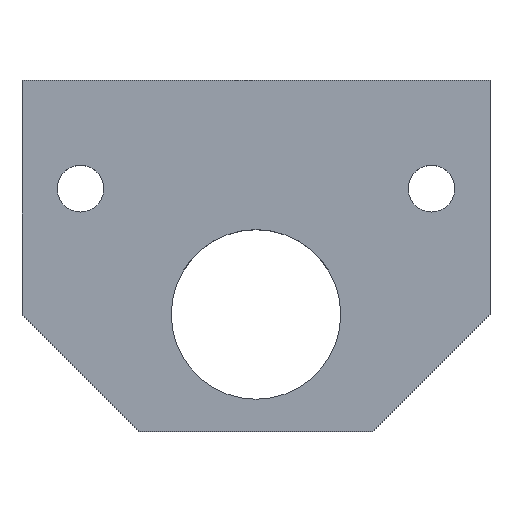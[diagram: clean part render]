
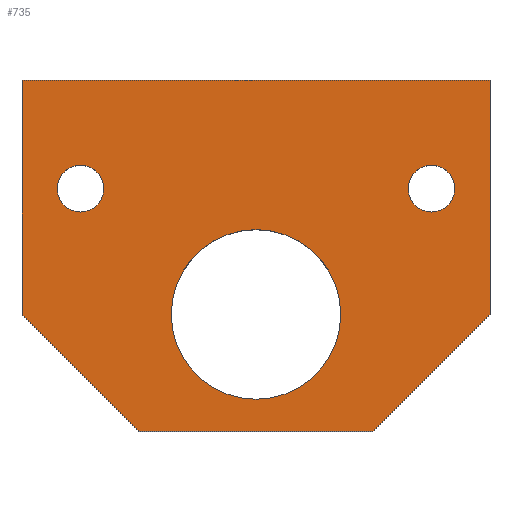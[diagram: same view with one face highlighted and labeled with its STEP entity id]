
A CAD part, top view. The second image highlights one B-rep face of the part: STEP entity #735.
In plain terms, the highlighted planar face has unit normal (0, 0, 1).
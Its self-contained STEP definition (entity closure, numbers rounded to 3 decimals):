
#24 = VERTEX_POINT('',#25);
#25 = CARTESIAN_POINT('',(640.,-260.,13.5));
#32 = PLANE('',#33);
#33 = AXIS2_PLACEMENT_3D('',#34,#35,#36);
#34 = CARTESIAN_POINT('',(640.,-260.,0.));
#35 = DIRECTION('',(0.,-1.,0.));
#36 = DIRECTION('',(-1.,0.,0.));
#44 = PLANE('',#45);
#45 = AXIS2_PLACEMENT_3D('',#46,#47,#48);
#46 = CARTESIAN_POINT('',(640.,-300.,0.));
#47 = DIRECTION('',(-1.,0.,0.));
#48 = DIRECTION('',(0.,1.,0.));
#56 = EDGE_CURVE('',#24,#57,#59,.T.);
#57 = VERTEX_POINT('',#58);
#58 = CARTESIAN_POINT('',(560.,-260.,13.5));
#59 = SURFACE_CURVE('',#60,(#64,#71),.PCURVE_S1.);
#60 = LINE('',#61,#62);
#61 = CARTESIAN_POINT('',(640.,-260.,13.5));
#62 = VECTOR('',#63,1.);
#63 = DIRECTION('',(-1.,0.,0.));
#64 = PCURVE('',#32,#65);
#65 = DEFINITIONAL_REPRESENTATION('',(#66),#70);
#66 = LINE('',#67,#68);
#67 = CARTESIAN_POINT('',(0.,-13.5));
#68 = VECTOR('',#69,1.);
#69 = DIRECTION('',(1.,0.));
#70 = ( GEOMETRIC_REPRESENTATION_CONTEXT(2) 
PARAMETRIC_REPRESENTATION_CONTEXT() REPRESENTATION_CONTEXT('2D SPACE',''
  ) );
#71 = PCURVE('',#72,#77);
#72 = PLANE('',#73);
#73 = AXIS2_PLACEMENT_3D('',#74,#75,#76);
#74 = CARTESIAN_POINT('',(600.,-286.614,13.5));
#75 = DIRECTION('',(0.,0.,1.));
#76 = DIRECTION('',(-1.,0.,0.));
#77 = DEFINITIONAL_REPRESENTATION('',(#78),#82);
#78 = LINE('',#79,#80);
#79 = CARTESIAN_POINT('',(-40.,-26.614));
#80 = VECTOR('',#81,1.);
#81 = DIRECTION('',(1.,0.));
#82 = ( GEOMETRIC_REPRESENTATION_CONTEXT(2) 
PARAMETRIC_REPRESENTATION_CONTEXT() REPRESENTATION_CONTEXT('2D SPACE',''
  ) );
#100 = PLANE('',#101);
#101 = AXIS2_PLACEMENT_3D('',#102,#103,#104);
#102 = CARTESIAN_POINT('',(560.,-260.,0.));
#103 = DIRECTION('',(1.,0.,0.));
#104 = DIRECTION('',(0.,-1.,0.));
#142 = EDGE_CURVE('',#57,#143,#145,.T.);
#143 = VERTEX_POINT('',#144);
#144 = CARTESIAN_POINT('',(560.,-300.,13.5));
#145 = SURFACE_CURVE('',#146,(#150,#157),.PCURVE_S1.);
#146 = LINE('',#147,#148);
#147 = CARTESIAN_POINT('',(560.,-260.,13.5));
#148 = VECTOR('',#149,1.);
#149 = DIRECTION('',(0.,-1.,0.));
#150 = PCURVE('',#100,#151);
#151 = DEFINITIONAL_REPRESENTATION('',(#152),#156);
#152 = LINE('',#153,#154);
#153 = CARTESIAN_POINT('',(0.,-13.5));
#154 = VECTOR('',#155,1.);
#155 = DIRECTION('',(1.,0.));
#156 = ( GEOMETRIC_REPRESENTATION_CONTEXT(2) 
PARAMETRIC_REPRESENTATION_CONTEXT() REPRESENTATION_CONTEXT('2D SPACE',''
  ) );
#157 = PCURVE('',#72,#158);
#158 = DEFINITIONAL_REPRESENTATION('',(#159),#163);
#159 = LINE('',#160,#161);
#160 = CARTESIAN_POINT('',(40.,-26.614));
#161 = VECTOR('',#162,1.);
#162 = DIRECTION('',(0.,1.));
#163 = ( GEOMETRIC_REPRESENTATION_CONTEXT(2) 
PARAMETRIC_REPRESENTATION_CONTEXT() REPRESENTATION_CONTEXT('2D SPACE',''
  ) );
#181 = PLANE('',#182);
#182 = AXIS2_PLACEMENT_3D('',#183,#184,#185);
#183 = CARTESIAN_POINT('',(560.,-300.,0.));
#184 = DIRECTION('',(0.707,0.707,0.));
#185 = DIRECTION('',(0.707,-0.707,0.));
#218 = EDGE_CURVE('',#143,#219,#221,.T.);
#219 = VERTEX_POINT('',#220);
#220 = CARTESIAN_POINT('',(580.,-320.,13.5));
#221 = SURFACE_CURVE('',#222,(#226,#233),.PCURVE_S1.);
#222 = LINE('',#223,#224);
#223 = CARTESIAN_POINT('',(560.,-300.,13.5));
#224 = VECTOR('',#225,1.);
#225 = DIRECTION('',(0.707,-0.707,0.));
#226 = PCURVE('',#181,#227);
#227 = DEFINITIONAL_REPRESENTATION('',(#228),#232);
#228 = LINE('',#229,#230);
#229 = CARTESIAN_POINT('',(0.,-13.5));
#230 = VECTOR('',#231,1.);
#231 = DIRECTION('',(1.,0.));
#232 = ( GEOMETRIC_REPRESENTATION_CONTEXT(2) 
PARAMETRIC_REPRESENTATION_CONTEXT() REPRESENTATION_CONTEXT('2D SPACE',''
  ) );
#233 = PCURVE('',#72,#234);
#234 = DEFINITIONAL_REPRESENTATION('',(#235),#239);
#235 = LINE('',#236,#237);
#236 = CARTESIAN_POINT('',(40.,13.386));
#237 = VECTOR('',#238,1.);
#238 = DIRECTION('',(-0.707,0.707));
#239 = ( GEOMETRIC_REPRESENTATION_CONTEXT(2) 
PARAMETRIC_REPRESENTATION_CONTEXT() REPRESENTATION_CONTEXT('2D SPACE',''
  ) );
#257 = PLANE('',#258);
#258 = AXIS2_PLACEMENT_3D('',#259,#260,#261);
#259 = CARTESIAN_POINT('',(580.,-320.,0.));
#260 = DIRECTION('',(0.,1.,0.));
#261 = DIRECTION('',(1.,0.,0.));
#294 = EDGE_CURVE('',#219,#295,#297,.T.);
#295 = VERTEX_POINT('',#296);
#296 = CARTESIAN_POINT('',(620.,-320.,13.5));
#297 = SURFACE_CURVE('',#298,(#302,#309),.PCURVE_S1.);
#298 = LINE('',#299,#300);
#299 = CARTESIAN_POINT('',(580.,-320.,13.5));
#300 = VECTOR('',#301,1.);
#301 = DIRECTION('',(1.,0.,0.));
#302 = PCURVE('',#257,#303);
#303 = DEFINITIONAL_REPRESENTATION('',(#304),#308);
#304 = LINE('',#305,#306);
#305 = CARTESIAN_POINT('',(0.,-13.5));
#306 = VECTOR('',#307,1.);
#307 = DIRECTION('',(1.,0.));
#308 = ( GEOMETRIC_REPRESENTATION_CONTEXT(2) 
PARAMETRIC_REPRESENTATION_CONTEXT() REPRESENTATION_CONTEXT('2D SPACE',''
  ) );
#309 = PCURVE('',#72,#310);
#310 = DEFINITIONAL_REPRESENTATION('',(#311),#315);
#311 = LINE('',#312,#313);
#312 = CARTESIAN_POINT('',(20.,33.386));
#313 = VECTOR('',#314,1.);
#314 = DIRECTION('',(-1.,0.));
#315 = ( GEOMETRIC_REPRESENTATION_CONTEXT(2) 
PARAMETRIC_REPRESENTATION_CONTEXT() REPRESENTATION_CONTEXT('2D SPACE',''
  ) );
#333 = PLANE('',#334);
#334 = AXIS2_PLACEMENT_3D('',#335,#336,#337);
#335 = CARTESIAN_POINT('',(620.,-320.,0.));
#336 = DIRECTION('',(-0.707,0.707,0.));
#337 = DIRECTION('',(0.707,0.707,0.));
#370 = EDGE_CURVE('',#295,#371,#373,.T.);
#371 = VERTEX_POINT('',#372);
#372 = CARTESIAN_POINT('',(640.,-300.,13.5));
#373 = SURFACE_CURVE('',#374,(#378,#385),.PCURVE_S1.);
#374 = LINE('',#375,#376);
#375 = CARTESIAN_POINT('',(620.,-320.,13.5));
#376 = VECTOR('',#377,1.);
#377 = DIRECTION('',(0.707,0.707,0.));
#378 = PCURVE('',#333,#379);
#379 = DEFINITIONAL_REPRESENTATION('',(#380),#384);
#380 = LINE('',#381,#382);
#381 = CARTESIAN_POINT('',(0.,-13.5));
#382 = VECTOR('',#383,1.);
#383 = DIRECTION('',(1.,-0.));
#384 = ( GEOMETRIC_REPRESENTATION_CONTEXT(2) 
PARAMETRIC_REPRESENTATION_CONTEXT() REPRESENTATION_CONTEXT('2D SPACE',''
  ) );
#385 = PCURVE('',#72,#386);
#386 = DEFINITIONAL_REPRESENTATION('',(#387),#391);
#387 = LINE('',#388,#389);
#388 = CARTESIAN_POINT('',(-20.,33.386));
#389 = VECTOR('',#390,1.);
#390 = DIRECTION('',(-0.707,-0.707));
#391 = ( GEOMETRIC_REPRESENTATION_CONTEXT(2) 
PARAMETRIC_REPRESENTATION_CONTEXT() REPRESENTATION_CONTEXT('2D SPACE',''
  ) );
#441 = EDGE_CURVE('',#371,#24,#442,.T.);
#442 = SURFACE_CURVE('',#443,(#447,#454),.PCURVE_S1.);
#443 = LINE('',#444,#445);
#444 = CARTESIAN_POINT('',(640.,-300.,13.5));
#445 = VECTOR('',#446,1.);
#446 = DIRECTION('',(0.,1.,0.));
#447 = PCURVE('',#44,#448);
#448 = DEFINITIONAL_REPRESENTATION('',(#449),#453);
#449 = LINE('',#450,#451);
#450 = CARTESIAN_POINT('',(0.,-13.5));
#451 = VECTOR('',#452,1.);
#452 = DIRECTION('',(1.,0.));
#453 = ( GEOMETRIC_REPRESENTATION_CONTEXT(2) 
PARAMETRIC_REPRESENTATION_CONTEXT() REPRESENTATION_CONTEXT('2D SPACE',''
  ) );
#454 = PCURVE('',#72,#455);
#455 = DEFINITIONAL_REPRESENTATION('',(#456),#460);
#456 = LINE('',#457,#458);
#457 = CARTESIAN_POINT('',(-40.,13.386));
#458 = VECTOR('',#459,1.);
#459 = DIRECTION('',(0.,-1.));
#460 = ( GEOMETRIC_REPRESENTATION_CONTEXT(2) 
PARAMETRIC_REPRESENTATION_CONTEXT() REPRESENTATION_CONTEXT('2D SPACE',''
  ) );
#490 = VERTEX_POINT('',#491);
#491 = CARTESIAN_POINT('',(585.5,-300.,13.5));
#498 = CYLINDRICAL_SURFACE('',#499,14.5);
#499 = AXIS2_PLACEMENT_3D('',#500,#501,#502);
#500 = CARTESIAN_POINT('',(600.,-300.,0.));
#501 = DIRECTION('',(0.,0.,-1.));
#502 = DIRECTION('',(-1.,0.,0.));
#517 = EDGE_CURVE('',#490,#490,#518,.T.);
#518 = SURFACE_CURVE('',#519,(#524,#531),.PCURVE_S1.);
#519 = CIRCLE('',#520,14.5);
#520 = AXIS2_PLACEMENT_3D('',#521,#522,#523);
#521 = CARTESIAN_POINT('',(600.,-300.,13.5));
#522 = DIRECTION('',(0.,0.,1.));
#523 = DIRECTION('',(-1.,0.,0.));
#524 = PCURVE('',#498,#525);
#525 = DEFINITIONAL_REPRESENTATION('',(#526),#530);
#526 = LINE('',#527,#528);
#527 = CARTESIAN_POINT('',(-0.,-13.5));
#528 = VECTOR('',#529,1.);
#529 = DIRECTION('',(-1.,0.));
#530 = ( GEOMETRIC_REPRESENTATION_CONTEXT(2) 
PARAMETRIC_REPRESENTATION_CONTEXT() REPRESENTATION_CONTEXT('2D SPACE',''
  ) );
#531 = PCURVE('',#72,#532);
#532 = DEFINITIONAL_REPRESENTATION('',(#533),#537);
#533 = CIRCLE('',#534,14.5);
#534 = AXIS2_PLACEMENT_2D('',#535,#536);
#535 = CARTESIAN_POINT('',(0.,13.386));
#536 = DIRECTION('',(1.,0.));
#537 = ( GEOMETRIC_REPRESENTATION_CONTEXT(2) 
PARAMETRIC_REPRESENTATION_CONTEXT() REPRESENTATION_CONTEXT('2D SPACE',''
  ) );
#568 = VERTEX_POINT('',#569);
#569 = CARTESIAN_POINT('',(566.,-278.5,13.5));
#576 = CYLINDRICAL_SURFACE('',#577,4.);
#577 = AXIS2_PLACEMENT_3D('',#578,#579,#580);
#578 = CARTESIAN_POINT('',(570.,-278.5,0.));
#579 = DIRECTION('',(0.,0.,-1.));
#580 = DIRECTION('',(-1.,0.,0.));
#595 = EDGE_CURVE('',#568,#568,#596,.T.);
#596 = SURFACE_CURVE('',#597,(#602,#609),.PCURVE_S1.);
#597 = CIRCLE('',#598,4.);
#598 = AXIS2_PLACEMENT_3D('',#599,#600,#601);
#599 = CARTESIAN_POINT('',(570.,-278.5,13.5));
#600 = DIRECTION('',(0.,0.,1.));
#601 = DIRECTION('',(-1.,0.,0.));
#602 = PCURVE('',#576,#603);
#603 = DEFINITIONAL_REPRESENTATION('',(#604),#608);
#604 = LINE('',#605,#606);
#605 = CARTESIAN_POINT('',(-0.,-13.5));
#606 = VECTOR('',#607,1.);
#607 = DIRECTION('',(-1.,0.));
#608 = ( GEOMETRIC_REPRESENTATION_CONTEXT(2) 
PARAMETRIC_REPRESENTATION_CONTEXT() REPRESENTATION_CONTEXT('2D SPACE',''
  ) );
#609 = PCURVE('',#72,#610);
#610 = DEFINITIONAL_REPRESENTATION('',(#611),#615);
#611 = CIRCLE('',#612,4.);
#612 = AXIS2_PLACEMENT_2D('',#613,#614);
#613 = CARTESIAN_POINT('',(30.,-8.114));
#614 = DIRECTION('',(1.,0.));
#615 = ( GEOMETRIC_REPRESENTATION_CONTEXT(2) 
PARAMETRIC_REPRESENTATION_CONTEXT() REPRESENTATION_CONTEXT('2D SPACE',''
  ) );
#646 = VERTEX_POINT('',#647);
#647 = CARTESIAN_POINT('',(626.,-278.5,13.5));
#654 = CYLINDRICAL_SURFACE('',#655,4.);
#655 = AXIS2_PLACEMENT_3D('',#656,#657,#658);
#656 = CARTESIAN_POINT('',(630.,-278.5,0.));
#657 = DIRECTION('',(0.,0.,-1.));
#658 = DIRECTION('',(-1.,0.,0.));
#673 = EDGE_CURVE('',#646,#646,#674,.T.);
#674 = SURFACE_CURVE('',#675,(#680,#687),.PCURVE_S1.);
#675 = CIRCLE('',#676,4.);
#676 = AXIS2_PLACEMENT_3D('',#677,#678,#679);
#677 = CARTESIAN_POINT('',(630.,-278.5,13.5));
#678 = DIRECTION('',(0.,0.,1.));
#679 = DIRECTION('',(-1.,0.,0.));
#680 = PCURVE('',#654,#681);
#681 = DEFINITIONAL_REPRESENTATION('',(#682),#686);
#682 = LINE('',#683,#684);
#683 = CARTESIAN_POINT('',(-0.,-13.5));
#684 = VECTOR('',#685,1.);
#685 = DIRECTION('',(-1.,0.));
#686 = ( GEOMETRIC_REPRESENTATION_CONTEXT(2) 
PARAMETRIC_REPRESENTATION_CONTEXT() REPRESENTATION_CONTEXT('2D SPACE',''
  ) );
#687 = PCURVE('',#72,#688);
#688 = DEFINITIONAL_REPRESENTATION('',(#689),#693);
#689 = CIRCLE('',#690,4.);
#690 = AXIS2_PLACEMENT_2D('',#691,#692);
#691 = CARTESIAN_POINT('',(-30.,-8.114));
#692 = DIRECTION('',(1.,0.));
#693 = ( GEOMETRIC_REPRESENTATION_CONTEXT(2) 
PARAMETRIC_REPRESENTATION_CONTEXT() REPRESENTATION_CONTEXT('2D SPACE',''
  ) );
#735 = ADVANCED_FACE('',(#736,#744,#747,#750),#72,.T.);
#736 = FACE_BOUND('',#737,.T.);
#737 = EDGE_LOOP('',(#738,#739,#740,#741,#742,#743));
#738 = ORIENTED_EDGE('',*,*,#56,.T.);
#739 = ORIENTED_EDGE('',*,*,#142,.T.);
#740 = ORIENTED_EDGE('',*,*,#218,.T.);
#741 = ORIENTED_EDGE('',*,*,#294,.T.);
#742 = ORIENTED_EDGE('',*,*,#370,.T.);
#743 = ORIENTED_EDGE('',*,*,#441,.T.);
#744 = FACE_BOUND('',#745,.T.);
#745 = EDGE_LOOP('',(#746));
#746 = ORIENTED_EDGE('',*,*,#517,.F.);
#747 = FACE_BOUND('',#748,.T.);
#748 = EDGE_LOOP('',(#749));
#749 = ORIENTED_EDGE('',*,*,#595,.F.);
#750 = FACE_BOUND('',#751,.T.);
#751 = EDGE_LOOP('',(#752));
#752 = ORIENTED_EDGE('',*,*,#673,.F.);
